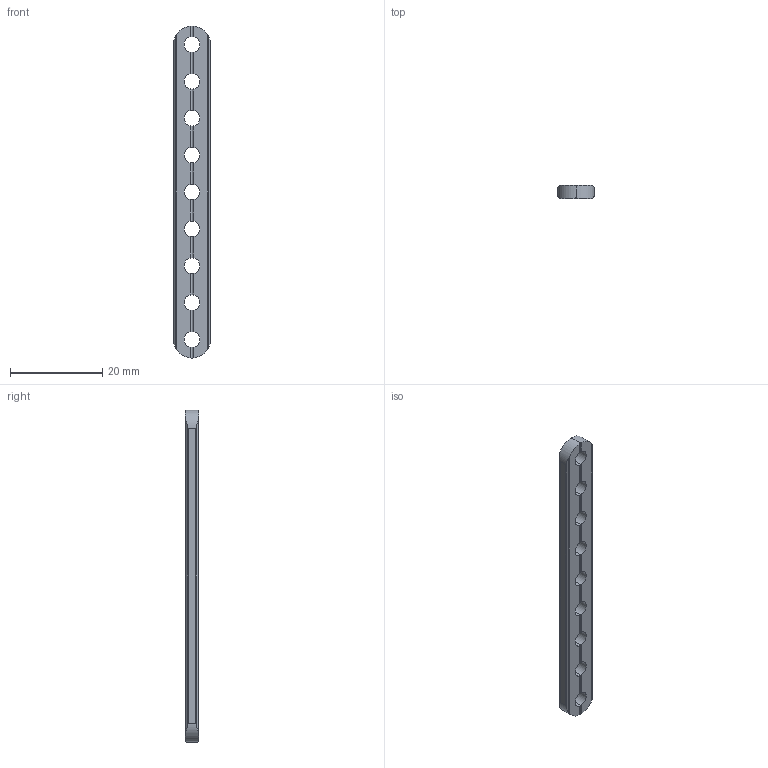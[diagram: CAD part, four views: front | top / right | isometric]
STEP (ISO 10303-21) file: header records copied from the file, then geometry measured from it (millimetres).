
FILE_DESCRIPTION (( 'STEP AP214' ), '1' );
FILE_NAME ('REV Robotics-REV-41-1697.STEP', '2020-11-27T03:33:37', ( '' ), ( '' ), 'SwSTEP 2.0', 'SolidWorks 2020', '' );
FILE_SCHEMA (( 'AUTOMOTIVE_DESIGN' ));
Length unit declared in the file: millimetre
Products named in the file (1): REV Robotics-REV-41-1697
Bounding box: 8 x 2.9 x 72 mm (x, y, z)
Volume: 1354.3 mm3; surface area: 1605.2 mm2
Topology: 1 solids, 1 shells, 139 faces, 465 edges, 310 vertices
Faces by surface type: cylinder 89, plane 50
Entity records: 5501 total; most frequent: CARTESIAN_POINT 1955, ORIENTED_EDGE 930, DIRECTION 527, EDGE_CURVE 465, VERTEX_POINT 310, AXIS2_PLACEMENT_3D 184, B_SPLINE_CURVE_WITH_KNOTS 174, VECTOR 159
